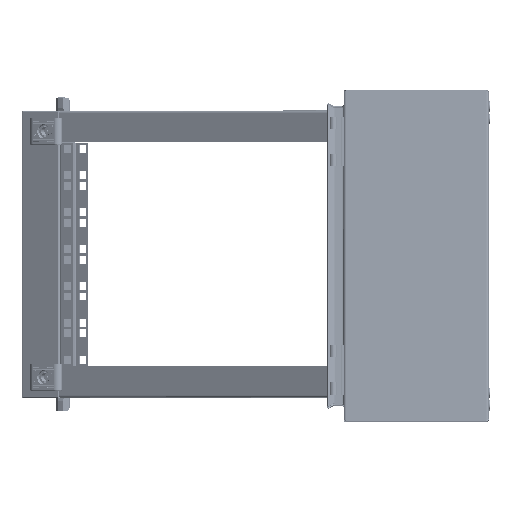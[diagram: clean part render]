
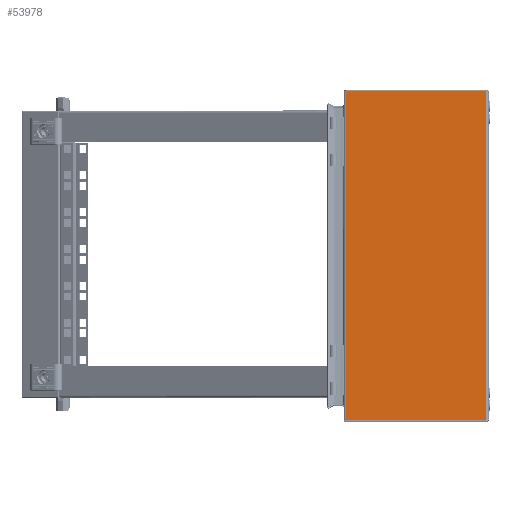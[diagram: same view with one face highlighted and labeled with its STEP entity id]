
A CAD part, top view. The second image highlights one B-rep face of the part: STEP entity #53978.
In plain terms, the highlighted face is planar.
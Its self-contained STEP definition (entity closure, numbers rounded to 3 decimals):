
#4268 = EDGE_LOOP ( 'NONE', ( #35881, #35885, #35889, #35170 ) ) ;
#7627 = LINE ( 'NONE', #7687, #147227 ) ;
#7661 = LINE ( 'NONE', #7677, #147230 ) ;
#7671 = LINE ( 'NONE', #7696, #147226 ) ;
#7677 = CARTESIAN_POINT ( 'NONE',  ( 198.4, -300., 1.5 ) ) ;
#7681 = LINE ( 'NONE', #7715, #147225 ) ;
#7684 = DIRECTION ( 'NONE',  ( 0., 0., 1. ) ) ;
#7687 = CARTESIAN_POINT ( 'NONE',  ( -198.4, -300., 1.5 ) ) ;
#7694 = DIRECTION ( 'NONE',  ( 0., 0., 1. ) ) ;
#7696 = CARTESIAN_POINT ( 'NONE',  ( 197.793, -300., 170.5 ) ) ;
#7702 = DIRECTION ( 'NONE',  ( -1., 0., 0. ) ) ;
#7715 = CARTESIAN_POINT ( 'NONE',  ( -198.5, -300., 1.5 ) ) ;
#7722 = DIRECTION ( 'NONE',  ( -1., 0., 0. ) ) ;
#18017 = VERTEX_POINT ( 'NONE', #133988 ) ;
#35170 = ORIENTED_EDGE ( 'NONE', *, *, #151579, .T. ) ;
#35881 = ORIENTED_EDGE ( 'NONE', *, *, #151581, .T. ) ;
#35885 = ORIENTED_EDGE ( 'NONE', *, *, #151580, .F. ) ;
#35889 = ORIENTED_EDGE ( 'NONE', *, *, #151583, .F. ) ;
#53204 = VERTEX_POINT ( 'NONE', #118559 ) ;
#53209 = VERTEX_POINT ( 'NONE', #118564 ) ;
#53278 = VERTEX_POINT ( 'NONE', #118637 ) ;
#53978 = ADVANCED_FACE ( 'NONE', ( #111420 ), #111422, .F. ) ;
#82643 = AXIS2_PLACEMENT_3D ( 'NONE', #111413, #111428, #111430 ) ;
#111413 = CARTESIAN_POINT ( 'NONE',  ( -198.5, -300., 172. ) ) ;
#111420 = FACE_OUTER_BOUND ( 'NONE', #4268, .T. ) ;
#111422 = PLANE ( 'NONE',  #82643 ) ;
#111428 = DIRECTION ( 'NONE',  ( 0., 1., 0. ) ) ;
#111430 = DIRECTION ( 'NONE',  ( 0., 0., 1. ) ) ;
#118559 = CARTESIAN_POINT ( 'NONE',  ( 198.4, -300., 1.5 ) ) ;
#118564 = CARTESIAN_POINT ( 'NONE',  ( 198.4, -300., 170.5 ) ) ;
#118637 = CARTESIAN_POINT ( 'NONE',  ( -198.4, -300., 170.5 ) ) ;
#133988 = CARTESIAN_POINT ( 'NONE',  ( -198.4, -300., 1.5 ) ) ;
#147225 = VECTOR ( 'NONE', #7722, 1000. ) ;
#147226 = VECTOR ( 'NONE', #7702, 1000. ) ;
#147227 = VECTOR ( 'NONE', #7694, 1000. ) ;
#147230 = VECTOR ( 'NONE', #7684, 1000. ) ;
#151579 = EDGE_CURVE ( 'NONE', #53204, #53209, #7661, .T. ) ;
#151580 = EDGE_CURVE ( 'NONE', #18017, #53278, #7627, .T. ) ;
#151581 = EDGE_CURVE ( 'NONE', #53209, #53278, #7671, .T. ) ;
#151583 = EDGE_CURVE ( 'NONE', #53204, #18017, #7681, .T. ) ;
